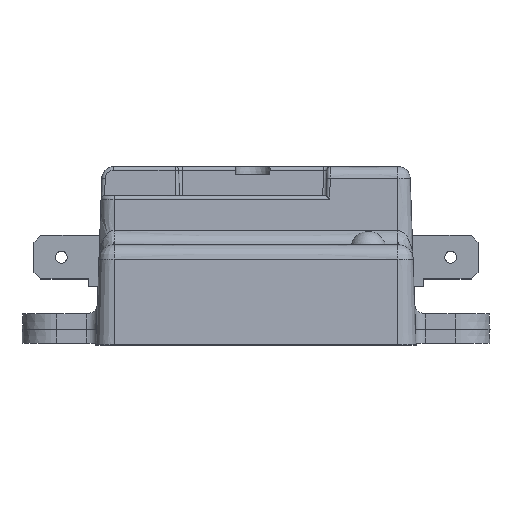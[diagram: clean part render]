
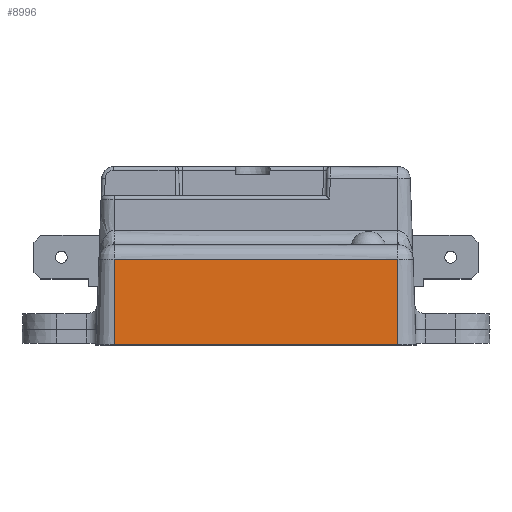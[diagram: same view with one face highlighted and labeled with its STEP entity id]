
A CAD part, top view. The second image highlights one B-rep face of the part: STEP entity #8996.
In plain terms, the highlighted face is planar.
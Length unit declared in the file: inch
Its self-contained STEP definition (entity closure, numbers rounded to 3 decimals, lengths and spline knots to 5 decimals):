
#329 = EDGE_CURVE ( 'NONE', #698, #5089, #2380, .T. ) ;
#363 = EDGE_CURVE ( 'NONE', #8137, #5089, #8450, .T. ) ;
#585 = VECTOR ( 'NONE', #1563, 39.37008 ) ;
#678 = ORIENTED_EDGE ( 'NONE', *, *, #363, .F. ) ;
#698 = VERTEX_POINT ( 'NONE', #4513 ) ;
#905 = EDGE_CURVE ( 'NONE', #8137, #10514, #3411, .T. ) ;
#1502 = ORIENTED_EDGE ( 'NONE', *, *, #905, .T. ) ;
#1563 = DIRECTION ( 'NONE',  ( -1., 0., 0. ) ) ;
#2105 = ORIENTED_EDGE ( 'NONE', *, *, #10580, .F. ) ;
#2380 = LINE ( 'NONE', #9650, #10634 ) ;
#2582 = PLANE ( 'NONE',  #3272 ) ;
#2591 = CARTESIAN_POINT ( 'NONE',  ( -0.24, -0.15781, 0.49219 ) ) ;
#3168 = FACE_OUTER_BOUND ( 'NONE', #5800, .T. ) ;
#3272 = AXIS2_PLACEMENT_3D ( 'NONE', #5758, #3282, #8357 ) ;
#3282 = DIRECTION ( 'NONE',  ( 0., 0.999, -0.035 ) ) ;
#3411 = LINE ( 'NONE', #5117, #6528 ) ;
#3453 = LINE ( 'NONE', #7997, #585 ) ;
#3774 = DIRECTION ( 'NONE',  ( 0., 0.035, 0.999 ) ) ;
#4368 = DIRECTION ( 'NONE',  ( 0., -0.035, -0.999 ) ) ;
#4513 = CARTESIAN_POINT ( 'NONE',  ( -0.24, -0.175, 0. ) ) ;
#4967 = VECTOR ( 'NONE', #5964, 39.37008 ) ;
#5089 = VERTEX_POINT ( 'NONE', #7526 ) ;
#5117 = CARTESIAN_POINT ( 'NONE',  ( -1.87, -0.16641, 0.2461 ) ) ;
#5758 = CARTESIAN_POINT ( 'NONE',  ( -0.24, -0.175, 0. ) ) ;
#5800 = EDGE_LOOP ( 'NONE', ( #678, #1502, #2105, #9380 ) ) ;
#5964 = DIRECTION ( 'NONE',  ( 1., 0., 0. ) ) ;
#6528 = VECTOR ( 'NONE', #4368, 39.37008 ) ;
#7404 = CARTESIAN_POINT ( 'NONE',  ( -1.87, -0.175, 0. ) ) ;
#7526 = CARTESIAN_POINT ( 'NONE',  ( -0.24, -0.15781, 0.49219 ) ) ;
#7997 = CARTESIAN_POINT ( 'NONE',  ( -2.159, -0.175, 0. ) ) ;
#8137 = VERTEX_POINT ( 'NONE', #8409 ) ;
#8357 = DIRECTION ( 'NONE',  ( 0., 0.035, 0.999 ) ) ;
#8409 = CARTESIAN_POINT ( 'NONE',  ( -1.87, -0.15781, 0.49219 ) ) ;
#8450 = LINE ( 'NONE', #2591, #4967 ) ;
#8996 = ADVANCED_FACE ( 'NONE', ( #3168 ), #2582, .F. ) ;
#9380 = ORIENTED_EDGE ( 'NONE', *, *, #329, .T. ) ;
#9650 = CARTESIAN_POINT ( 'NONE',  ( -0.24, -0.16641, 0.2461 ) ) ;
#10514 = VERTEX_POINT ( 'NONE', #7404 ) ;
#10580 = EDGE_CURVE ( 'NONE', #698, #10514, #3453, .T. ) ;
#10634 = VECTOR ( 'NONE', #3774, 39.37008 ) ;
